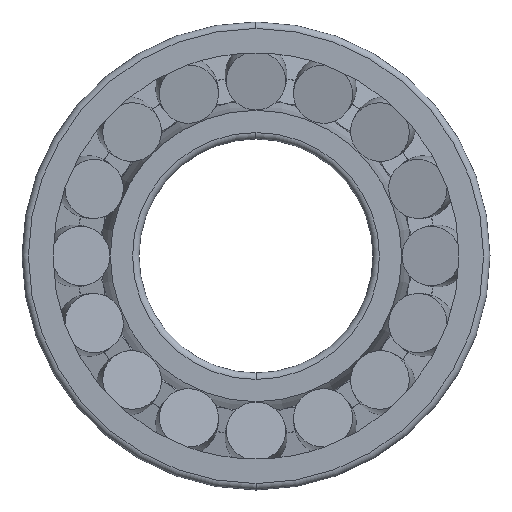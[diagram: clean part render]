
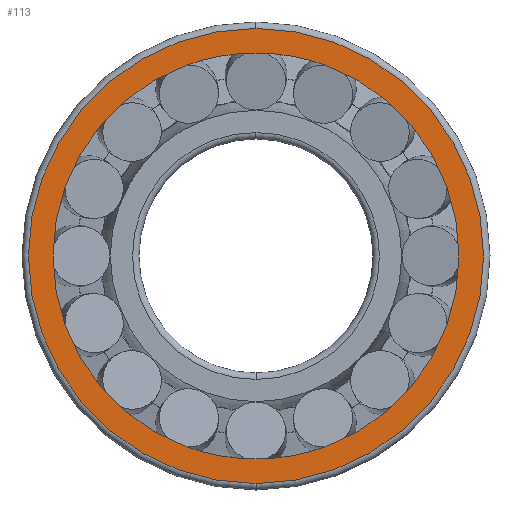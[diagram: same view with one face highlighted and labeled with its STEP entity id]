
A CAD part, left-side view. The second image highlights one B-rep face of the part: STEP entity #113.
In plain terms, the highlighted planar face has unit normal (-1, 0, 0).
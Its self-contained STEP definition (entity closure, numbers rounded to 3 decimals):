
#113=ADVANCED_FACE('',(#399,#400),#401,.T.);
#399=FACE_OUTER_BOUND('',#942,.T.);
#400=FACE_BOUND('',#943,.T.);
#401=PLANE('',#944);
#942=EDGE_LOOP('',(#1752,#1753,#1754));
#943=EDGE_LOOP('',(#1755,#1756,#1757));
#944=AXIS2_PLACEMENT_3D('',#1758,#1759,#1760);
#1752=ORIENTED_EDGE('',*,*,#3432,.F.);
#1753=ORIENTED_EDGE('',*,*,#3431,.F.);
#1754=ORIENTED_EDGE('',*,*,#3473,.F.);
#1755=ORIENTED_EDGE('',*,*,#3477,.T.);
#1756=ORIENTED_EDGE('',*,*,#3410,.T.);
#1757=ORIENTED_EDGE('',*,*,#3478,.T.);
#1758=CARTESIAN_POINT('',(0.,36.8,0.0));
#1759=DIRECTION('',(-1.0,0.,0.0));
#1760=DIRECTION('',(0.,-1.0,0.0));
#3410=EDGE_CURVE('',#4074,#4071,#4075,.T.);
#3431=EDGE_CURVE('',#4113,#4116,#4117,.T.);
#3432=EDGE_CURVE('',#4116,#4118,#4119,.T.);
#3473=EDGE_CURVE('',#4118,#4113,#4176,.T.);
#3477=EDGE_CURVE('',#4181,#4074,#4182,.T.);
#3478=EDGE_CURVE('',#4071,#4181,#4183,.T.);
#4071=VERTEX_POINT('',#5164);
#4074=VERTEX_POINT('',#5167);
#4075=CIRCLE('',#5168,34.7);
#4113=VERTEX_POINT('',#5208);
#4116=VERTEX_POINT('',#5211);
#4117=CIRCLE('',#5212,38.9);
#4118=VERTEX_POINT('',#5213);
#4119=CIRCLE('',#5214,38.9);
#4176=CIRCLE('',#5389,38.9);
#4181=VERTEX_POINT('',#5394);
#4182=CIRCLE('',#5395,34.7);
#4183=CIRCLE('',#5396,34.7);
#5164=CARTESIAN_POINT('',(0.,0.,-34.7));
#5167=CARTESIAN_POINT('',(0.,0.,34.7));
#5168=AXIS2_PLACEMENT_3D('',#10636,#10637,#10638);
#5208=CARTESIAN_POINT('',(0.0,0.,-38.9));
#5211=CARTESIAN_POINT('',(0.0,38.9,0.0));
#5212=AXIS2_PLACEMENT_3D('',#10695,#10696,#10697);
#5213=CARTESIAN_POINT('',(0.0,0.,38.9));
#5214=AXIS2_PLACEMENT_3D('',#10698,#10699,#10700);
#5389=AXIS2_PLACEMENT_3D('',#10768,#10769,#10770);
#5394=CARTESIAN_POINT('',(0.,34.7,0.0));
#5395=AXIS2_PLACEMENT_3D('',#10780,#10781,#10782);
#5396=AXIS2_PLACEMENT_3D('',#10783,#10784,#10785);
#10636=CARTESIAN_POINT('',(0.,0.0,0.0));
#10637=DIRECTION('',(1.0,0.0,0.0));
#10638=DIRECTION('',(0.0,1.0,0.0));
#10695=CARTESIAN_POINT('',(0.0,0.0,0.0));
#10696=DIRECTION('',(1.0,0.0,0.0));
#10697=DIRECTION('',(0.0,1.0,0.0));
#10698=CARTESIAN_POINT('',(0.0,0.0,0.0));
#10699=DIRECTION('',(1.0,0.0,0.0));
#10700=DIRECTION('',(0.0,1.0,0.0));
#10768=CARTESIAN_POINT('',(0.0,0.0,0.0));
#10769=DIRECTION('',(1.0,0.0,0.0));
#10770=DIRECTION('',(0.0,1.0,0.0));
#10780=CARTESIAN_POINT('',(0.,0.0,0.0));
#10781=DIRECTION('',(1.0,0.0,0.0));
#10782=DIRECTION('',(0.0,1.0,0.0));
#10783=CARTESIAN_POINT('',(0.,0.0,0.0));
#10784=DIRECTION('',(1.0,0.0,0.0));
#10785=DIRECTION('',(0.0,1.0,0.0));
